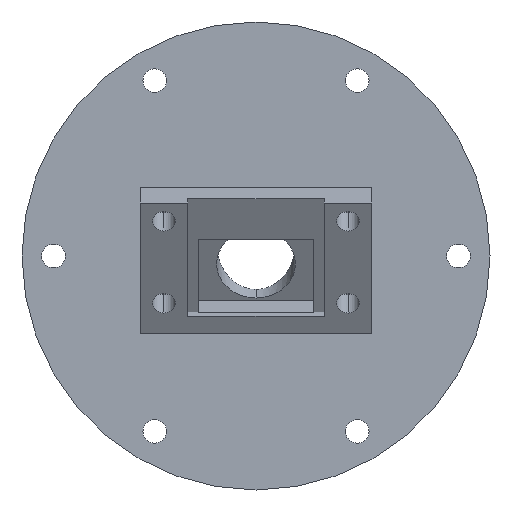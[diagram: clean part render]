
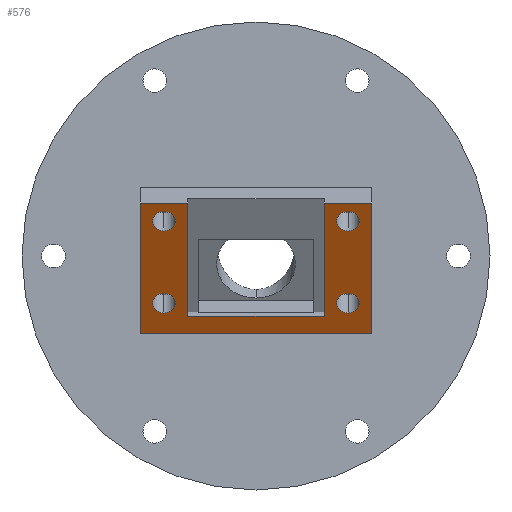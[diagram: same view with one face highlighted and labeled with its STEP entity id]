
A CAD part, front view. The second image highlights one B-rep face of the part: STEP entity #576.
In plain terms, the highlighted planar face has unit normal (0, -0.866, -0.5).
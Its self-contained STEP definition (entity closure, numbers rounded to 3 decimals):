
#1 = EDGE_CURVE ( 'NONE', #134, #1355, #333, .T. ) ;
#18 = PLANE ( 'NONE',  #1167 ) ;
#24 = CARTESIAN_POINT ( 'NONE',  ( -17.5, -15.391, 8.469 ) ) ;
#25 = CARTESIAN_POINT ( 'NONE',  ( 22., 0., -18.189 ) ) ;
#35 = EDGE_CURVE ( 'NONE', #857, #1374, #659, .T. ) ;
#43 = EDGE_LOOP ( 'NONE', ( #1290, #682, #228, #609, #1031, #1328, #615, #472 ) ) ;
#45 = DIRECTION ( 'NONE',  ( 0., 0.5, -0.866 ) ) ;
#52 = EDGE_CURVE ( 'NONE', #1333, #781, #504, .T. ) ;
#66 = DIRECTION ( 'NONE',  ( 0., 0.5, -0.866 ) ) ;
#68 = CARTESIAN_POINT ( 'NONE',  ( -13., -3.866, -11.493 ) ) ;
#69 = ORIENTED_EDGE ( 'NONE', *, *, #1053, .F. ) ;
#81 = EDGE_LOOP ( 'NONE', ( #960, #902 ) ) ;
#85 = CIRCLE ( 'NONE', #343, 2.15 ) ;
#89 = CARTESIAN_POINT ( 'NONE',  ( -13., -16.316, 10.071 ) ) ;
#104 = DIRECTION ( 'NONE',  ( 0., -0.866, -0.5 ) ) ;
#105 = CARTESIAN_POINT ( 'NONE',  ( 22., 0., -18.189 ) ) ;
#127 = CARTESIAN_POINT ( 'NONE',  ( -17.5, -14.316, 6.607 ) ) ;
#134 = VERTEX_POINT ( 'NONE', #68 ) ;
#154 = EDGE_CURVE ( 'NONE', #494, #134, #1068, .T. ) ;
#161 = DIRECTION ( 'NONE',  ( 0., -0.866, -0.5 ) ) ;
#163 = DIRECTION ( 'NONE',  ( 0., -0.5, 0.866 ) ) ;
#168 = EDGE_CURVE ( 'NONE', #1355, #857, #621, .T. ) ;
#172 = CARTESIAN_POINT ( 'NONE',  ( 13., 0., -18.189 ) ) ;
#199 = CARTESIAN_POINT ( 'NONE',  ( -22., 0., -18.189 ) ) ;
#200 = DIRECTION ( 'NONE',  ( 0., 0.5, -0.866 ) ) ;
#211 = CIRCLE ( 'NONE', #554, 2.15 ) ;
#228 = ORIENTED_EDGE ( 'NONE', *, *, #168, .T. ) ;
#241 = VERTEX_POINT ( 'NONE', #24 ) ;
#257 = CARTESIAN_POINT ( 'NONE',  ( -17.5, -5.316, -8.981 ) ) ;
#263 = CARTESIAN_POINT ( 'NONE',  ( -17.5, -6.391, -7.119 ) ) ;
#270 = EDGE_LOOP ( 'NONE', ( #445, #708 ) ) ;
#290 = DIRECTION ( 'NONE',  ( -1., 0., 0. ) ) ;
#313 = DIRECTION ( 'NONE',  ( 0., -0.5, 0.866 ) ) ;
#333 = LINE ( 'NONE', #1317, #1217 ) ;
#343 = AXIS2_PLACEMENT_3D ( 'NONE', #127, #818, #1034 ) ;
#351 = EDGE_CURVE ( 'NONE', #494, #640, #1403, .T. ) ;
#354 = EDGE_CURVE ( 'NONE', #743, #1294, #1422, .T. ) ;
#361 = FACE_BOUND ( 'NONE', #81, .T. ) ;
#380 = CARTESIAN_POINT ( 'NONE',  ( 17.5, -5.316, -8.981 ) ) ;
#387 = AXIS2_PLACEMENT_3D ( 'NONE', #837, #484, #931 ) ;
#440 = EDGE_LOOP ( 'NONE', ( #1113, #69 ) ) ;
#445 = ORIENTED_EDGE ( 'NONE', *, *, #1275, .F. ) ;
#452 = CARTESIAN_POINT ( 'NONE',  ( 13., -16.316, 10.071 ) ) ;
#470 = LINE ( 'NONE', #804, #1447 ) ;
#472 = ORIENTED_EDGE ( 'NONE', *, *, #351, .F. ) ;
#479 = EDGE_CURVE ( 'NONE', #781, #1333, #211, .T. ) ;
#483 = AXIS2_PLACEMENT_3D ( 'NONE', #257, #707, #45 ) ;
#484 = DIRECTION ( 'NONE',  ( 0., -0.866, -0.5 ) ) ;
#490 = CARTESIAN_POINT ( 'NONE',  ( 17.5, -4.241, -10.843 ) ) ;
#494 = VERTEX_POINT ( 'NONE', #636 ) ;
#504 = CIRCLE ( 'NONE', #973, 2.15 ) ;
#509 = CARTESIAN_POINT ( 'NONE',  ( 22., -16.316, 10.071 ) ) ;
#552 = VECTOR ( 'NONE', #163, 1000. ) ;
#554 = AXIS2_PLACEMENT_3D ( 'NONE', #978, #104, #200 ) ;
#576 = ADVANCED_FACE ( 'NONE', ( #809, #1014, #821, #361, #710 ), #18, .F. ) ;
#597 = VECTOR ( 'NONE', #769, 1000. ) ;
#609 = ORIENTED_EDGE ( 'NONE', *, *, #35, .T. ) ;
#615 = ORIENTED_EDGE ( 'NONE', *, *, #990, .T. ) ;
#618 = DIRECTION ( 'NONE',  ( 0., -0.866, -0.5 ) ) ;
#619 = CARTESIAN_POINT ( 'NONE',  ( -17.5, -14.316, 6.607 ) ) ;
#621 = LINE ( 'NONE', #509, #864 ) ;
#628 = DIRECTION ( 'NONE',  ( 0., -0.866, -0.5 ) ) ;
#636 = CARTESIAN_POINT ( 'NONE',  ( 13., -3.866, -11.493 ) ) ;
#640 = VERTEX_POINT ( 'NONE', #452 ) ;
#643 = EDGE_CURVE ( 'NONE', #883, #1374, #924, .T. ) ;
#650 = DIRECTION ( 'NONE',  ( 0., 0.5, -0.866 ) ) ;
#654 = CIRCLE ( 'NONE', #387, 2.15 ) ;
#659 = LINE ( 'NONE', #199, #597 ) ;
#666 = ORIENTED_EDGE ( 'NONE', *, *, #52, .F. ) ;
#682 = ORIENTED_EDGE ( 'NONE', *, *, #1, .T. ) ;
#688 = CARTESIAN_POINT ( 'NONE',  ( 22., -2., -14.725 ) ) ;
#707 = DIRECTION ( 'NONE',  ( 0., -0.866, -0.5 ) ) ;
#708 = ORIENTED_EDGE ( 'NONE', *, *, #1231, .F. ) ;
#710 = FACE_OUTER_BOUND ( 'NONE', #43, .T. ) ;
#743 = VERTEX_POINT ( 'NONE', #1284 ) ;
#764 = CARTESIAN_POINT ( 'NONE',  ( 17.5, -14.316, 6.607 ) ) ;
#769 = DIRECTION ( 'NONE',  ( 0., 0.5, -0.866 ) ) ;
#781 = VERTEX_POINT ( 'NONE', #948 ) ;
#782 = EDGE_CURVE ( 'NONE', #1378, #241, #1048, .T. ) ;
#786 = CARTESIAN_POINT ( 'NONE',  ( 22., -2., -14.725 ) ) ;
#804 = CARTESIAN_POINT ( 'NONE',  ( 22., -16.316, 10.071 ) ) ;
#809 = FACE_BOUND ( 'NONE', #270, .T. ) ;
#818 = DIRECTION ( 'NONE',  ( 0., -0.866, -0.5 ) ) ;
#821 = FACE_BOUND ( 'NONE', #1107, .T. ) ;
#822 = VERTEX_POINT ( 'NONE', #1098 ) ;
#824 = DIRECTION ( 'NONE',  ( 0., 0.5, -0.866 ) ) ;
#837 = CARTESIAN_POINT ( 'NONE',  ( -17.5, -5.316, -8.981 ) ) ;
#853 = CARTESIAN_POINT ( 'NONE',  ( 17.5, -5.316, -8.981 ) ) ;
#857 = VERTEX_POINT ( 'NONE', #1229 ) ;
#864 = VECTOR ( 'NONE', #1080, 1000. ) ;
#883 = VERTEX_POINT ( 'NONE', #786 ) ;
#902 = ORIENTED_EDGE ( 'NONE', *, *, #354, .F. ) ;
#924 = LINE ( 'NONE', #688, #1268 ) ;
#928 = CIRCLE ( 'NONE', #483, 2.15 ) ;
#931 = DIRECTION ( 'NONE',  ( 0., 0.5, -0.866 ) ) ;
#944 = EDGE_CURVE ( 'NONE', #951, #883, #1435, .T. ) ;
#948 = CARTESIAN_POINT ( 'NONE',  ( 17.5, -15.391, 8.469 ) ) ;
#951 = VERTEX_POINT ( 'NONE', #1429 ) ;
#960 = ORIENTED_EDGE ( 'NONE', *, *, #1156, .F. ) ;
#973 = AXIS2_PLACEMENT_3D ( 'NONE', #764, #1104, #650 ) ;
#975 = CARTESIAN_POINT ( 'NONE',  ( 17.5, -13.241, 4.745 ) ) ;
#977 = AXIS2_PLACEMENT_3D ( 'NONE', #380, #618, #1065 ) ;
#978 = CARTESIAN_POINT ( 'NONE',  ( 17.5, -14.316, 6.607 ) ) ;
#989 = CARTESIAN_POINT ( 'NONE',  ( -22., -2., -14.725 ) ) ;
#990 = EDGE_CURVE ( 'NONE', #951, #640, #470, .T. ) ;
#1007 = ORIENTED_EDGE ( 'NONE', *, *, #479, .F. ) ;
#1014 = FACE_BOUND ( 'NONE', #440, .T. ) ;
#1028 = DIRECTION ( 'NONE',  ( -1., 0., 0. ) ) ;
#1031 = ORIENTED_EDGE ( 'NONE', *, *, #643, .F. ) ;
#1034 = DIRECTION ( 'NONE',  ( 0., 0.5, -0.866 ) ) ;
#1048 = CIRCLE ( 'NONE', #1195, 2.15 ) ;
#1053 = EDGE_CURVE ( 'NONE', #241, #1378, #85, .T. ) ;
#1065 = DIRECTION ( 'NONE',  ( 0., 0.5, -0.866 ) ) ;
#1068 = LINE ( 'NONE', #1295, #1220 ) ;
#1070 = VECTOR ( 'NONE', #1222, 1000. ) ;
#1080 = DIRECTION ( 'NONE',  ( -1., 0., 0. ) ) ;
#1098 = CARTESIAN_POINT ( 'NONE',  ( -17.5, -4.241, -10.843 ) ) ;
#1104 = DIRECTION ( 'NONE',  ( 0., -0.866, -0.5 ) ) ;
#1107 = EDGE_LOOP ( 'NONE', ( #666, #1007 ) ) ;
#1113 = ORIENTED_EDGE ( 'NONE', *, *, #782, .F. ) ;
#1139 = DIRECTION ( 'NONE',  ( 0., -0.5, 0.866 ) ) ;
#1156 = EDGE_CURVE ( 'NONE', #1294, #743, #1353, .T. ) ;
#1167 = AXIS2_PLACEMENT_3D ( 'NONE', #25, #1264, #1139 ) ;
#1172 = VERTEX_POINT ( 'NONE', #263 ) ;
#1195 = AXIS2_PLACEMENT_3D ( 'NONE', #619, #628, #66 ) ;
#1217 = VECTOR ( 'NONE', #313, 1000. ) ;
#1220 = VECTOR ( 'NONE', #290, 1000. ) ;
#1222 = DIRECTION ( 'NONE',  ( 0., 0.5, -0.866 ) ) ;
#1229 = CARTESIAN_POINT ( 'NONE',  ( -22., -16.316, 10.071 ) ) ;
#1231 = EDGE_CURVE ( 'NONE', #1172, #822, #928, .T. ) ;
#1255 = DIRECTION ( 'NONE',  ( -1., 0., 0. ) ) ;
#1264 = DIRECTION ( 'NONE',  ( 0., 0.866, 0.5 ) ) ;
#1268 = VECTOR ( 'NONE', #1255, 1000. ) ;
#1275 = EDGE_CURVE ( 'NONE', #822, #1172, #654, .T. ) ;
#1284 = CARTESIAN_POINT ( 'NONE',  ( 17.5, -6.391, -7.119 ) ) ;
#1290 = ORIENTED_EDGE ( 'NONE', *, *, #154, .T. ) ;
#1294 = VERTEX_POINT ( 'NONE', #490 ) ;
#1295 = CARTESIAN_POINT ( 'NONE',  ( 22., -3.866, -11.493 ) ) ;
#1317 = CARTESIAN_POINT ( 'NONE',  ( -13., 0., -18.189 ) ) ;
#1328 = ORIENTED_EDGE ( 'NONE', *, *, #944, .F. ) ;
#1333 = VERTEX_POINT ( 'NONE', #975 ) ;
#1353 = CIRCLE ( 'NONE', #1377, 2.15 ) ;
#1355 = VERTEX_POINT ( 'NONE', #89 ) ;
#1374 = VERTEX_POINT ( 'NONE', #989 ) ;
#1377 = AXIS2_PLACEMENT_3D ( 'NONE', #853, #161, #824 ) ;
#1378 = VERTEX_POINT ( 'NONE', #1438 ) ;
#1403 = LINE ( 'NONE', #172, #552 ) ;
#1422 = CIRCLE ( 'NONE', #977, 2.15 ) ;
#1429 = CARTESIAN_POINT ( 'NONE',  ( 22., -16.316, 10.071 ) ) ;
#1435 = LINE ( 'NONE', #105, #1070 ) ;
#1438 = CARTESIAN_POINT ( 'NONE',  ( -17.5, -13.241, 4.745 ) ) ;
#1447 = VECTOR ( 'NONE', #1028, 1000. ) ;
